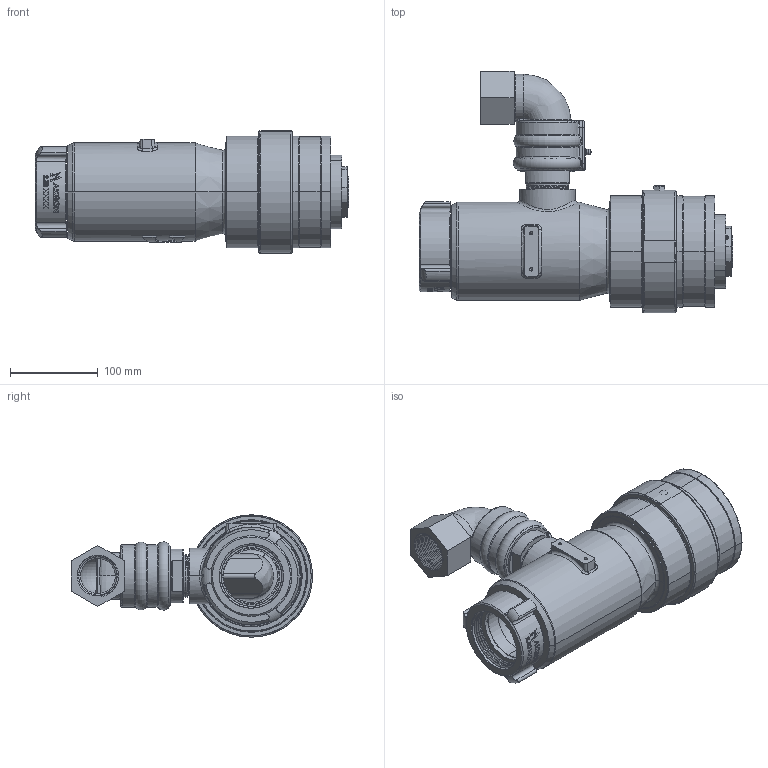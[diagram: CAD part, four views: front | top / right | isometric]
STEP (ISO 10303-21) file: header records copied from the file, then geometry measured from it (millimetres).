
FILE_DESCRIPTION((''),'2;1');
FILE_NAME('4039_2_5_MANUEL_W_ELB','2016-10-27T',('sobrien2'),(''),'CREO PARAMETRIC BY PTC INC, 2015290','CREO PARAMETRIC BY PTC INC, 2015290','');
FILE_SCHEMA(('CONFIG_CONTROL_DESIGN'));
Length unit declared in the file: inch
Products named in the file (1): 4039_2_5_MANUEL_W_ELB
Bounding box: 357.71 x 275.18 x 139.7 mm (x, y, z)
Surface area: 589659.2 mm2 (no closed solid volume)
Topology: 0 solids, 65 shells, 946 faces, 3053 edges, 2153 vertices
Faces by surface type: cylinder 391, plane 164, bspline 146, cone 145, torus 90, sphere 10
Entity records: 74850 total; most frequent: CARTESIAN_POINT 50954, ORIENTED_EDGE 4970, DIRECTION 4212, EDGE_CURVE 3043, VERTEX_POINT 2153, AXIS2_PLACEMENT_3D 1671, B_SPLINE_CURVE_WITH_KNOTS 1302, EDGE_LOOP 1025
